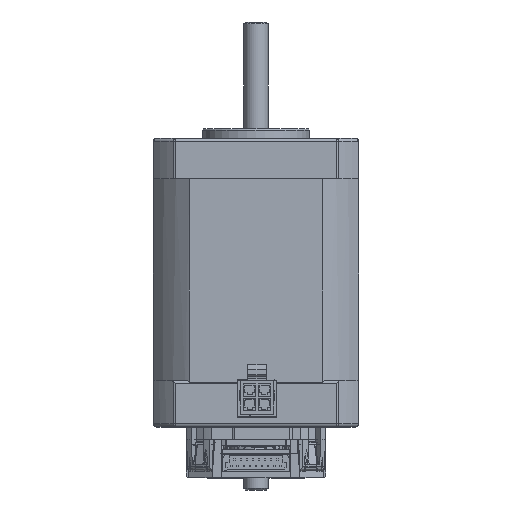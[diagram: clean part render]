
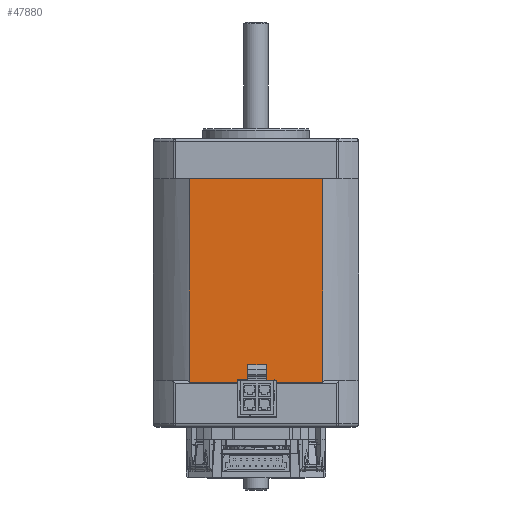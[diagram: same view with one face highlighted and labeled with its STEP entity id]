
A CAD part, front view. The second image highlights one B-rep face of the part: STEP entity #47880.
In plain terms, the highlighted planar face has unit normal (0, -1, 0).
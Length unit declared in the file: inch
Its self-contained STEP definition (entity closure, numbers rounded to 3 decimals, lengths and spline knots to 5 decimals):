
#330 = LINE ( 'NONE', #78775, #33806 ) ;
#1623 = EDGE_CURVE ( 'NONE', #77669, #8359, #31269, .T. ) ;
#4044 = CARTESIAN_POINT ( 'NONE',  ( 1.58681, 1.13718, 3.79441 ) ) ;
#6508 = VECTOR ( 'NONE', #16627, 39.37008 ) ;
#7047 = DIRECTION ( 'NONE',  ( 0., 1., 0. ) ) ;
#8092 = CARTESIAN_POINT ( 'NONE',  ( 1.04778, 1.13718, 3.79441 ) ) ;
#8359 = VERTEX_POINT ( 'NONE', #78850 ) ;
#10703 = ORIENTED_EDGE ( 'NONE', *, *, #1623, .T. ) ;
#11816 = EDGE_CURVE ( 'NONE', #8359, #43292, #70912, .T. ) ;
#12806 = DIRECTION ( 'NONE',  ( 0., 0., -1. ) ) ;
#12908 = PLANE ( 'NONE',  #45861 ) ;
#16627 = DIRECTION ( 'NONE',  ( 1., 0., 0. ) ) ;
#19519 = CARTESIAN_POINT ( 'NONE',  ( 1.04778, 1.13718, 3.79441 ) ) ;
#23121 = VERTEX_POINT ( 'NONE', #81801 ) ;
#24529 = FACE_OUTER_BOUND ( 'NONE', #67011, .T. ) ;
#24720 = ORIENTED_EDGE ( 'NONE', *, *, #35213, .F. ) ;
#26853 = DIRECTION ( 'NONE',  ( 0., 0., 1. ) ) ;
#29373 = CARTESIAN_POINT ( 'NONE',  ( 1.04778, 1.13718, 2.14921 ) ) ;
#31269 = LINE ( 'NONE', #8092, #68806 ) ;
#31710 = CARTESIAN_POINT ( 'NONE',  ( 2.12585, 1.13718, 2.14921 ) ) ;
#33806 = VECTOR ( 'NONE', #12806, 39.37008 ) ;
#35213 = EDGE_CURVE ( 'NONE', #77669, #23121, #85953, .T. ) ;
#35254 = ORIENTED_EDGE ( 'NONE', *, *, #11816, .T. ) ;
#43292 = VERTEX_POINT ( 'NONE', #31710 ) ;
#45861 = AXIS2_PLACEMENT_3D ( 'NONE', #52815, #7047, #26853 ) ;
#47880 = ADVANCED_FACE ( 'NONE', ( #24529 ), #12908, .F. ) ;
#52815 = CARTESIAN_POINT ( 'NONE',  ( 1.58681, 1.13718, 3.79441 ) ) ;
#56244 = VECTOR ( 'NONE', #69653, 39.37008 ) ;
#67011 = EDGE_LOOP ( 'NONE', ( #10703, #35254, #79773, #24720 ) ) ;
#68806 = VECTOR ( 'NONE', #75477, 39.37008 ) ;
#69653 = DIRECTION ( 'NONE',  ( 1., 0., 0. ) ) ;
#70912 = LINE ( 'NONE', #29373, #56244 ) ;
#75477 = DIRECTION ( 'NONE',  ( 0., 0., -1. ) ) ;
#77669 = VERTEX_POINT ( 'NONE', #19519 ) ;
#78775 = CARTESIAN_POINT ( 'NONE',  ( 2.12585, 1.13718, 3.79441 ) ) ;
#78850 = CARTESIAN_POINT ( 'NONE',  ( 1.04778, 1.13718, 2.14921 ) ) ;
#79773 = ORIENTED_EDGE ( 'NONE', *, *, #84789, .F. ) ;
#81801 = CARTESIAN_POINT ( 'NONE',  ( 2.12585, 1.13718, 3.79441 ) ) ;
#84789 = EDGE_CURVE ( 'NONE', #23121, #43292, #330, .T. ) ;
#85953 = LINE ( 'NONE', #4044, #6508 ) ;
